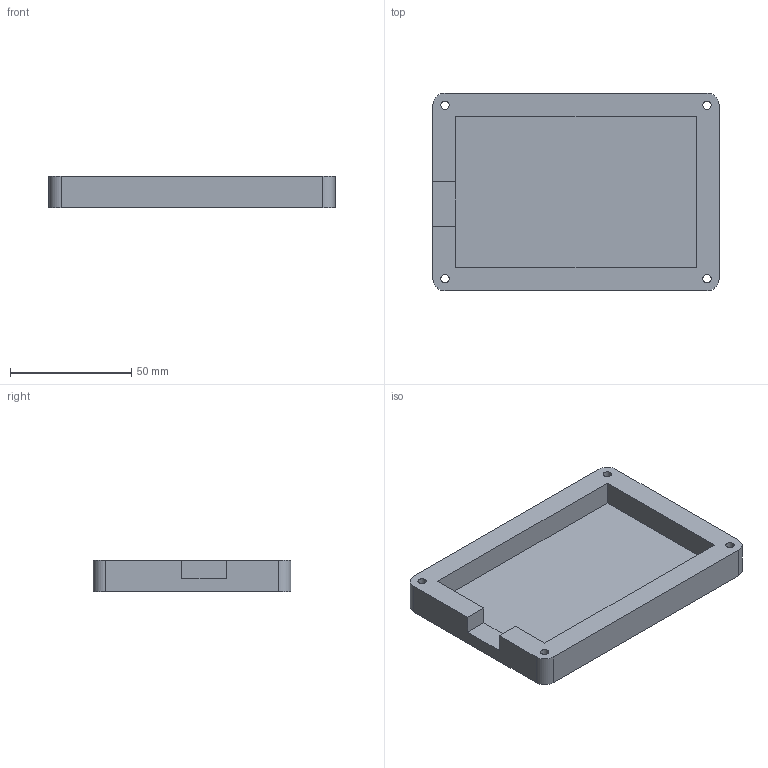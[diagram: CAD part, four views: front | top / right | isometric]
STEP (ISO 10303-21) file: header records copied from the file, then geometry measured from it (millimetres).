
FILE_DESCRIPTION(/* description */ (''),/* implementation_level */ '2;1');
FILE_NAME(/* name */ 'bottom part.step',/* time_stamp */ '2025-12-28T19:33:18+05:30',/* author */ (''),/* organization */ (''),/* preprocessor_version */ 'ST-DEVELOPER v20.1',/* originating_system */ 'Autodesk Translation Framework v14.21.0.0',/* authorisation */ '');
FILE_SCHEMA (('AUTOMOTIVE_DESIGN { 1 0 10303 214 3 1 1 }'));
Length unit declared in the file: millimetre
Products named in the file (2): 2025-12-26-14-01-40-933; 2025-12-26-14-04-46-436
Assembly tree (1 placements, depth 2):
  2025-12-26-14-01-40-933
    2025-12-26-14-04-46-436
Bounding box: 118.17 x 81.6 x 13.2 mm (x, y, z)
Volume: 60993.6 mm3; surface area: 28071.9 mm2
Topology: 1 solids, 1 shells, 365 faces, 1005 edges, 670 vertices
Faces by surface type: bspline 219, plane 134, cylinder 12
Full cylindrical faces by diameter (mm): 3.4 x4, 6 x4
Entity records: 13642 total; most frequent: CARTESIAN_POINT 5766, ORIENTED_EDGE 2010, EDGE_CURVE 1005, DIRECTION 889, VERTEX_POINT 670, LINE 543, VECTOR 543, B_SPLINE_CURVE_WITH_KNOTS 438
